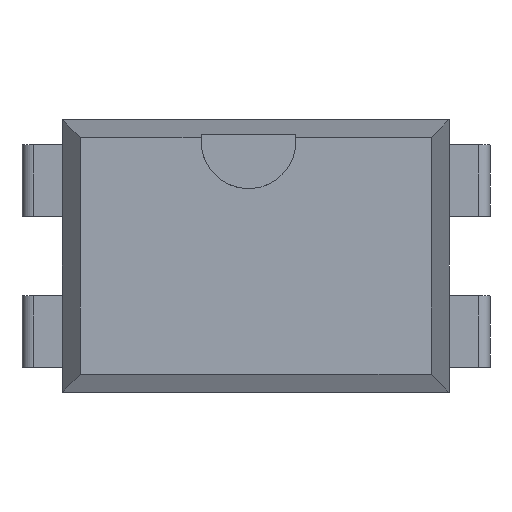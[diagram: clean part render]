
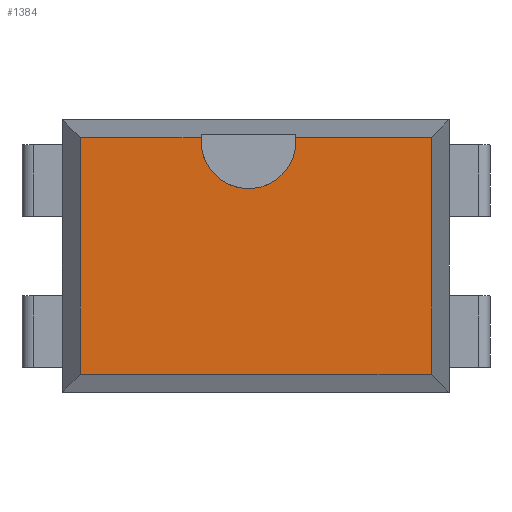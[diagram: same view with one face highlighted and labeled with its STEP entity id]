
A CAD part, top view. The second image highlights one B-rep face of the part: STEP entity #1384.
In plain terms, the highlighted planar face has unit normal (0, 0, 1).
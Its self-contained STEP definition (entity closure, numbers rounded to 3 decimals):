
#43=LINE('',#1948,#223);
#46=LINE('',#1953,#226);
#47=LINE('',#1956,#227);
#49=LINE('',#1959,#229);
#50=LINE('',#1960,#230);
#223=VECTOR('',#1592,1000.);
#226=VECTOR('',#1597,1000.);
#227=VECTOR('',#1600,1000.);
#229=VECTOR('',#1604,1000.);
#230=VECTOR('',#1605,1000.);
#392=PLANE('',#1474);
#460=FACE_OUTER_BOUND('',#532,.T.);
#532=EDGE_LOOP('',(#971,#972,#973,#974,#975,#976));
#596=CIRCLE('',#1462,0.8);
#607=VERTEX_POINT('',#1898);
#608=VERTEX_POINT('',#1900);
#623=VERTEX_POINT('',#1945);
#624=VERTEX_POINT('',#1947);
#625=VERTEX_POINT('',#1951);
#626=VERTEX_POINT('',#1955);
#733=EDGE_CURVE('',#607,#608,#596,.T.);
#756=EDGE_CURVE('',#624,#623,#43,.T.);
#759=EDGE_CURVE('',#625,#623,#46,.T.);
#760=EDGE_CURVE('',#626,#625,#47,.T.);
#762=EDGE_CURVE('',#626,#608,#49,.T.);
#763=EDGE_CURVE('',#607,#624,#50,.T.);
#971=ORIENTED_EDGE('',*,*,#756,.T.);
#972=ORIENTED_EDGE('',*,*,#759,.F.);
#973=ORIENTED_EDGE('',*,*,#760,.F.);
#974=ORIENTED_EDGE('',*,*,#762,.T.);
#975=ORIENTED_EDGE('',*,*,#733,.F.);
#976=ORIENTED_EDGE('',*,*,#763,.T.);
#1384=ADVANCED_FACE('',(#460),#392,.T.);
#1462=AXIS2_PLACEMENT_3D('',#1901,#1551,#1552);
#1474=AXIS2_PLACEMENT_3D('',#1958,#1602,#1603);
#1551=DIRECTION('center_axis',(0.,0.,1.));
#1552=DIRECTION('ref_axis',(0.,-1.,0.));
#1592=DIRECTION('',(0.,-1.,0.));
#1597=DIRECTION('',(-1.,0.,0.));
#1600=DIRECTION('',(0.,-1.,0.));
#1602=DIRECTION('center_axis',(0.,0.,1.));
#1603=DIRECTION('ref_axis',(0.,-1.,0.));
#1604=DIRECTION('',(-1.,0.,0.));
#1605=DIRECTION('',(-1.,0.,0.));
#1898=CARTESIAN_POINT('',(-0.938,1.99,3.6));
#1900=CARTESIAN_POINT('',(0.658,1.99,3.6));
#1901=CARTESIAN_POINT('Origin',(-0.14,1.93,3.6));
#1945=CARTESIAN_POINT('',(-2.97,-1.99,3.6));
#1947=CARTESIAN_POINT('',(-2.97,1.99,3.6));
#1948=CARTESIAN_POINT('',(-2.97,2.29,3.6));
#1951=CARTESIAN_POINT('',(2.93,-1.99,3.6));
#1953=CARTESIAN_POINT('',(3.231,-1.99,3.6));
#1955=CARTESIAN_POINT('',(2.93,1.99,3.6));
#1956=CARTESIAN_POINT('',(2.93,2.29,3.6));
#1958=CARTESIAN_POINT('Origin',(-3.27,2.29,3.6));
#1959=CARTESIAN_POINT('',(-2.97,1.99,3.6));
#1960=CARTESIAN_POINT('',(-2.97,1.99,3.6));
